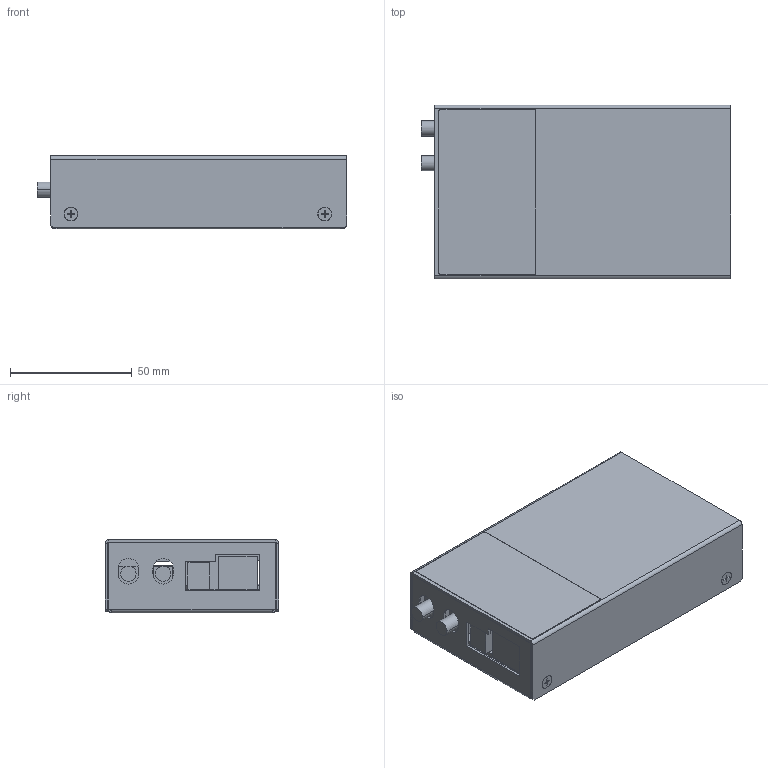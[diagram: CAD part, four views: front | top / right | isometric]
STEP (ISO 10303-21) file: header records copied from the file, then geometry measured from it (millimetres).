
FILE_DESCRIPTION((''),'2;1');
FILE_NAME('MB2_ADAPTER_BOARD_ASM','2020-02-12T14:26:27',('spliu'),(''),'CREO PARAMETRIC BY PTC INC, 2018020','CREO PARAMETRIC BY PTC INC, 2018020','');
FILE_SCHEMA(('AUTOMOTIVE_DESIGN { 1 0 10303 214 1 1 1 1 }'));
Length unit declared in the file: millimetre
Products named in the file (11): MB2_ADAPTER_BOARD; 20205-0040-00; SO-M3-L8; S-M3; 20205-0040-00_ASM; 20205-0041-00; LABLE; MB2_ADAPTER_BOARD-SUPPORT2_ASM; M3X8_GB818; GB819_2__M3X8; MB2_ADAPTER_BOARD_ASM
Assembly tree (21 placements, depth 3):
  MB2_ADAPTER_BOARD_ASM
    MB2_ADAPTER_BOARD
    20205-0040-00_ASM
      20205-0040-00
      SO-M3-L8  x4
      S-M3  x4
    MB2_ADAPTER_BOARD-SUPPORT2_ASM
      20205-0041-00
      LABLE
    M3X8_GB818  x3
    GB819_2__M3X8  x4
Bounding box: 127.05 x 71.4 x 30.2 mm (x, y, z)
Volume: 53797.2 mm3; surface area: 85536.3 mm2
Topology: 19 solids, 34 shells, 507 faces, 1262 edges, 814 vertices
Faces by surface type: plane 295, cylinder 190, cone 16, sphere 6
Entity records: 15055 total; most frequent: DIRECTION 1775, CARTESIAN_POINT 1693, ORIENTED_EDGE 1448, PRESENTATION_STYLE_ASSIGNMENT 786, STYLED_ITEM 744, CURVE_STYLE 732, EDGE_CURVE 732, AXIS2_PLACEMENT_3D 621
